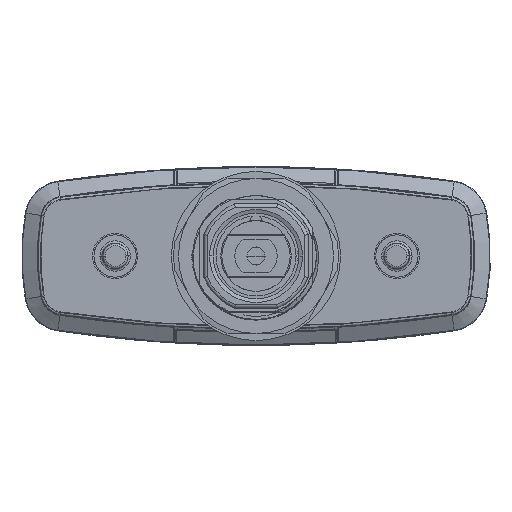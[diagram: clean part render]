
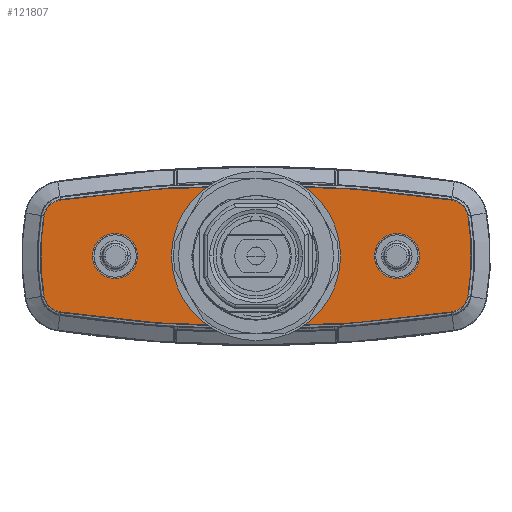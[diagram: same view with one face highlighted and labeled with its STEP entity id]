
A CAD part, front view. The second image highlights one B-rep face of the part: STEP entity #121807.
In plain terms, the highlighted planar face has unit normal (0, -1, 0).
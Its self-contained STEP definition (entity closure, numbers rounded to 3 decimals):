
#121387=CARTESIAN_POINT('',(-0.178,0.,0.));
#121388=DIRECTION('',(0.,1.,0.));
#121389=DIRECTION('',(0.986,0.,0.169));
#121390=AXIS2_PLACEMENT_3D('',#121387,#121388,#121389);
#121397=CARTESIAN_POINT('',(-1.25,0.,0.));
#121398=DIRECTION('',(0.,1.,0.));
#121399=DIRECTION('',(1.,0.,0.));
#121400=AXIS2_PLACEMENT_3D('',#121397,#121398,#121399);
#121402=CARTESIAN_POINT('',(-1.25,0.,0.));
#121403=DIRECTION('',(0.,1.,0.));
#121404=DIRECTION('',(-1.,0.,0.));
#121405=AXIS2_PLACEMENT_3D('',#121402,#121403,#121404);
#121407=CARTESIAN_POINT('',(1.25,0.,0.));
#121408=DIRECTION('',(0.,1.,0.));
#121409=DIRECTION('',(1.,0.,0.));
#121410=AXIS2_PLACEMENT_3D('',#121407,#121408,#121409);
#121412=CARTESIAN_POINT('',(1.25,0.,0.));
#121413=DIRECTION('',(0.,1.,0.));
#121414=DIRECTION('',(-1.,0.,0.));
#121415=AXIS2_PLACEMENT_3D('',#121412,#121413,#121414);
#121417=DIRECTION('',(1.,0.,0.));
#121418=VECTOR('',#121417,0.493);
#121419=CARTESIAN_POINT('',(-0.247,0.,0.5));
#121420=LINE('',#121419,#121418);
#121421=CARTESIAN_POINT('',(0.,0.,0.));
#121422=DIRECTION('',(0.,1.,0.));
#121423=DIRECTION('',(-0.897,0.,0.442));
#121424=AXIS2_PLACEMENT_3D('',#121421,#121422,#121423);
#121426=DIRECTION('',(0.,0.,1.));
#121427=VECTOR('',#121426,0.493);
#121428=CARTESIAN_POINT('',(-0.5,0.,-0.247));
#121429=LINE('',#121428,#121427);
#121430=CARTESIAN_POINT('',(0.,0.,0.));
#121431=DIRECTION('',(0.,1.,0.));
#121432=DIRECTION('',(-0.442,0.,-0.897));
#121433=AXIS2_PLACEMENT_3D('',#121430,#121431,#121432);
#121435=DIRECTION('',(-1.,0.,0.));
#121436=VECTOR('',#121435,0.493);
#121437=CARTESIAN_POINT('',(0.247,0.,-0.5));
#121438=LINE('',#121437,#121436);
#121439=CARTESIAN_POINT('',(0.,0.,0.));
#121440=DIRECTION('',(0.,1.,0.));
#121441=DIRECTION('',(0.897,0.,-0.442));
#121442=AXIS2_PLACEMENT_3D('',#121439,#121440,#121441);
#121444=DIRECTION('',(0.,0.,-1.));
#121445=VECTOR('',#121444,0.493);
#121446=CARTESIAN_POINT('',(0.5,0.,0.247));
#121447=LINE('',#121446,#121445);
#121448=CARTESIAN_POINT('',(0.,0.,0.));
#121449=DIRECTION('',(0.,1.,0.));
#121450=DIRECTION('',(0.442,0.,0.897));
#121451=AXIS2_PLACEMENT_3D('',#121448,#121449,#121450);
#121453=CARTESIAN_POINT('',(1.708,0.,-0.324));
#121454=DIRECTION('',(0.,1.,0.));
#121455=DIRECTION('',(0.986,0.,-0.169));
#121456=AXIS2_PLACEMENT_3D('',#121453,#121454,#121455);
#121523=CARTESIAN_POINT('',(1.708,0.,0.324));
#121524=DIRECTION('',(0.,1.,0.));
#121525=DIRECTION('',(0.147,0.,0.989));
#121526=AXIS2_PLACEMENT_3D('',#121523,#121524,#121525);
#121537=CARTESIAN_POINT('',(0.,0.,-11.144));
#121538=DIRECTION('',(0.,1.,0.));
#121539=DIRECTION('',(-0.147,0.,0.989));
#121540=AXIS2_PLACEMENT_3D('',#121537,#121538,#121539);
#121551=CARTESIAN_POINT('',(-1.708,0.,0.324));
#121552=DIRECTION('',(0.,1.,0.));
#121553=DIRECTION('',(-0.986,0.,0.169));
#121554=AXIS2_PLACEMENT_3D('',#121551,#121552,#121553);
#121565=CARTESIAN_POINT('',(0.178,0.,0.));
#121566=DIRECTION('',(0.,1.,0.));
#121567=DIRECTION('',(-0.986,0.,-0.169));
#121568=AXIS2_PLACEMENT_3D('',#121565,#121566,#121567);
#121583=CARTESIAN_POINT('',(-1.708,0.,-0.324));
#121584=DIRECTION('',(0.,1.,0.));
#121585=DIRECTION('',(-0.147,0.,-0.989));
#121586=AXIS2_PLACEMENT_3D('',#121583,#121584,#121585);
#121597=CARTESIAN_POINT('',(0.,0.,11.144));
#121598=DIRECTION('',(0.,1.,0.));
#121599=DIRECTION('',(0.147,0.,-0.989));
#121600=AXIS2_PLACEMENT_3D('',#121597,#121598,#121599);
#121659=CARTESIAN_POINT('',(1.88,0.,0.354));
#121660=CARTESIAN_POINT('',(1.88,0.,-0.354));
#121661=VERTEX_POINT('',#121659);
#121662=VERTEX_POINT('',#121660);
#121667=CARTESIAN_POINT('',(1.734,0.,-0.497));
#121668=VERTEX_POINT('',#121667);
#121671=CARTESIAN_POINT('',(-1.734,0.,-0.497));
#121672=VERTEX_POINT('',#121671);
#121675=CARTESIAN_POINT('',(1.734,0.,0.497));
#121676=VERTEX_POINT('',#121675);
#121679=CARTESIAN_POINT('',(-1.734,0.,0.497));
#121680=VERTEX_POINT('',#121679);
#121683=CARTESIAN_POINT('',(-1.88,0.,-0.354));
#121684=VERTEX_POINT('',#121683);
#121687=CARTESIAN_POINT('',(-1.88,0.,0.354));
#121688=VERTEX_POINT('',#121687);
#121691=CARTESIAN_POINT('',(-1.05,0.,0.));
#121692=CARTESIAN_POINT('',(-1.45,0.,0.));
#121693=VERTEX_POINT('',#121691);
#121694=VERTEX_POINT('',#121692);
#121695=CARTESIAN_POINT('',(1.45,0.,0.));
#121696=CARTESIAN_POINT('',(1.05,0.,0.));
#121697=VERTEX_POINT('',#121695);
#121698=VERTEX_POINT('',#121696);
#121707=CARTESIAN_POINT('',(-0.247,0.,0.5));
#121708=CARTESIAN_POINT('',(0.247,0.,0.5));
#121709=VERTEX_POINT('',#121707);
#121710=VERTEX_POINT('',#121708);
#121711=CARTESIAN_POINT('',(0.5,0.,0.247));
#121712=VERTEX_POINT('',#121711);
#121713=CARTESIAN_POINT('',(0.5,0.,-0.247));
#121714=VERTEX_POINT('',#121713);
#121715=CARTESIAN_POINT('',(0.247,0.,-0.5));
#121716=VERTEX_POINT('',#121715);
#121717=CARTESIAN_POINT('',(-0.247,0.,-0.5));
#121718=VERTEX_POINT('',#121717);
#121719=CARTESIAN_POINT('',(-0.5,0.,-0.247));
#121720=VERTEX_POINT('',#121719);
#121721=CARTESIAN_POINT('',(-0.5,0.,0.247));
#121722=VERTEX_POINT('',#121721);
#121755=CARTESIAN_POINT('',(-2.246,0.,-1.045));
#121756=DIRECTION('',(0.,-1.,0.));
#121757=DIRECTION('',(1.,0.,0.));
#121758=AXIS2_PLACEMENT_3D('',#121755,#121756,#121757);
#121759=PLANE('',#121758);
#121760=ORIENTED_EDGE('',*,*,#121744,.T.);
#121762=ORIENTED_EDGE('',*,*,#121761,.T.);
#121764=ORIENTED_EDGE('',*,*,#121763,.T.);
#121766=ORIENTED_EDGE('',*,*,#121765,.T.);
#121768=ORIENTED_EDGE('',*,*,#121767,.T.);
#121770=ORIENTED_EDGE('',*,*,#121769,.T.);
#121772=ORIENTED_EDGE('',*,*,#121771,.T.);
#121774=ORIENTED_EDGE('',*,*,#121773,.T.);
#121775=EDGE_LOOP('',(#121760,#121762,#121764,#121766,#121768,#121770,#121772,
#121774));
#121776=FACE_OUTER_BOUND('',#121775,.F.);
#121778=ORIENTED_EDGE('',*,*,#121777,.F.);
#121780=ORIENTED_EDGE('',*,*,#121779,.F.);
#121781=EDGE_LOOP('',(#121778,#121780));
#121782=FACE_BOUND('',#121781,.F.);
#121784=ORIENTED_EDGE('',*,*,#121783,.F.);
#121786=ORIENTED_EDGE('',*,*,#121785,.F.);
#121787=EDGE_LOOP('',(#121784,#121786));
#121788=FACE_BOUND('',#121787,.F.);
#121790=ORIENTED_EDGE('',*,*,#121789,.F.);
#121792=ORIENTED_EDGE('',*,*,#121791,.F.);
#121794=ORIENTED_EDGE('',*,*,#121793,.F.);
#121796=ORIENTED_EDGE('',*,*,#121795,.F.);
#121798=ORIENTED_EDGE('',*,*,#121797,.F.);
#121800=ORIENTED_EDGE('',*,*,#121799,.F.);
#121802=ORIENTED_EDGE('',*,*,#121801,.F.);
#121804=ORIENTED_EDGE('',*,*,#121803,.F.);
#121805=EDGE_LOOP('',(#121790,#121792,#121794,#121796,#121798,#121800,#121802,
#121804));
#121806=FACE_BOUND('',#121805,.F.);
#121807=ADVANCED_FACE('',(#121776,#121782,#121788,#121806),#121759,.T.);
#121391=CIRCLE('',#121390,2.088);
#121401=CIRCLE('',#121400,0.2);
#121406=CIRCLE('',#121405,0.2);
#121411=CIRCLE('',#121410,0.2);
#121416=CIRCLE('',#121415,0.2);
#121425=CIRCLE('',#121424,0.558);
#121434=CIRCLE('',#121433,0.558);
#121443=CIRCLE('',#121442,0.558);
#121452=CIRCLE('',#121451,0.558);
#121457=CIRCLE('',#121456,0.174);
#121527=CIRCLE('',#121526,0.174);
#121541=CIRCLE('',#121540,11.769);
#121555=CIRCLE('',#121554,0.174);
#121569=CIRCLE('',#121568,2.088);
#121587=CIRCLE('',#121586,0.174);
#121601=CIRCLE('',#121600,11.769);
#121744=EDGE_CURVE('',#121661,#121662,#121391,.T.);
#121761=EDGE_CURVE('',#121662,#121668,#121457,.T.);
#121763=EDGE_CURVE('',#121668,#121672,#121601,.T.);
#121765=EDGE_CURVE('',#121672,#121684,#121587,.T.);
#121767=EDGE_CURVE('',#121684,#121688,#121569,.T.);
#121769=EDGE_CURVE('',#121688,#121680,#121555,.T.);
#121771=EDGE_CURVE('',#121680,#121676,#121541,.T.);
#121773=EDGE_CURVE('',#121676,#121661,#121527,.T.);
#121777=EDGE_CURVE('',#121693,#121694,#121401,.T.);
#121779=EDGE_CURVE('',#121694,#121693,#121406,.T.);
#121783=EDGE_CURVE('',#121697,#121698,#121411,.T.);
#121785=EDGE_CURVE('',#121698,#121697,#121416,.T.);
#121789=EDGE_CURVE('',#121709,#121710,#121420,.T.);
#121791=EDGE_CURVE('',#121722,#121709,#121425,.T.);
#121793=EDGE_CURVE('',#121720,#121722,#121429,.T.);
#121795=EDGE_CURVE('',#121718,#121720,#121434,.T.);
#121797=EDGE_CURVE('',#121716,#121718,#121438,.T.);
#121799=EDGE_CURVE('',#121714,#121716,#121443,.T.);
#121801=EDGE_CURVE('',#121712,#121714,#121447,.T.);
#121803=EDGE_CURVE('',#121710,#121712,#121452,.T.);
